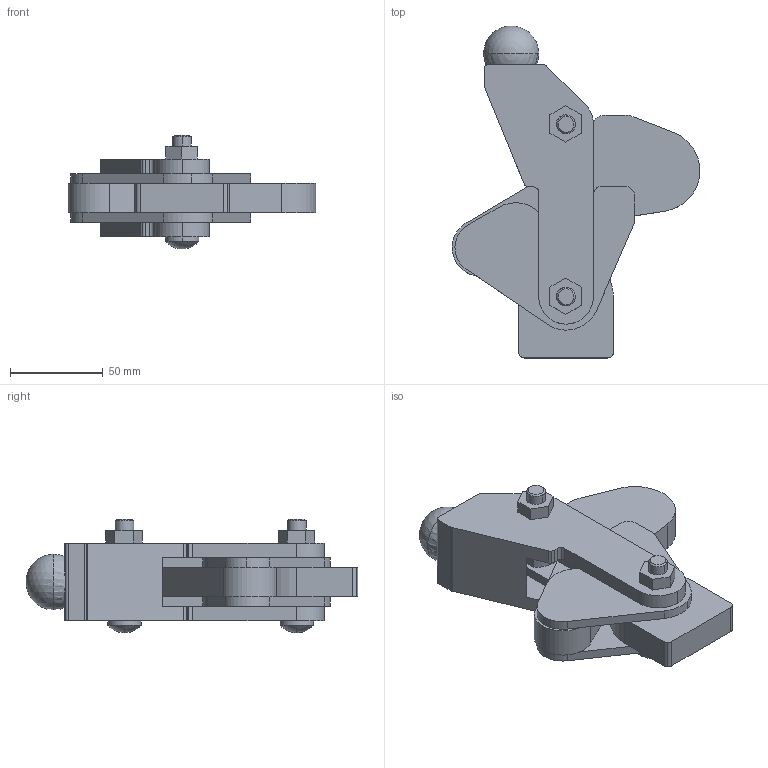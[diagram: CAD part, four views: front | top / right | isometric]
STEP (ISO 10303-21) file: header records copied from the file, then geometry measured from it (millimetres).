
FILE_DESCRIPTION((''),'2;1');
FILE_NAME('M30SCH.stp','2006-07-12T08:25:31',('Matthew'),(''),'Autodesk Inventor 8','Autodesk Inventor 8','');
FILE_SCHEMA(('AUTOMOTIVE_DESIGN { 1 0 10303 214 1 1 1 1 }'));
Length unit declared in the file: millimetre
Products named in the file (6): M30SCH; M30SCH1; M30SCH2; M30SCH3; M30SCH4; M30SCH5
Assembly tree (5 placements, depth 2):
  M30SCH
    M30SCH1
    M30SCH2
    M30SCH3
    M30SCH4
    M30SCH5
Bounding box: 133.7 x 179.14 x 61.5 mm (x, y, z)
Volume: 314028.5 mm3; surface area: 90244.4 mm2
Topology: 5 solids, 5 shells, 183 faces, 506 edges, 334 vertices
Faces by surface type: cylinder 99, plane 74, sphere 6, cone 4
Entity records: 6110 total; most frequent: DIRECTION 1114, CARTESIAN_POINT 1042, ORIENTED_EDGE 1002, EDGE_CURVE 501, AXIS2_PLACEMENT_3D 420, VERTEX_POINT 333, VECTOR 274, LINE 274
